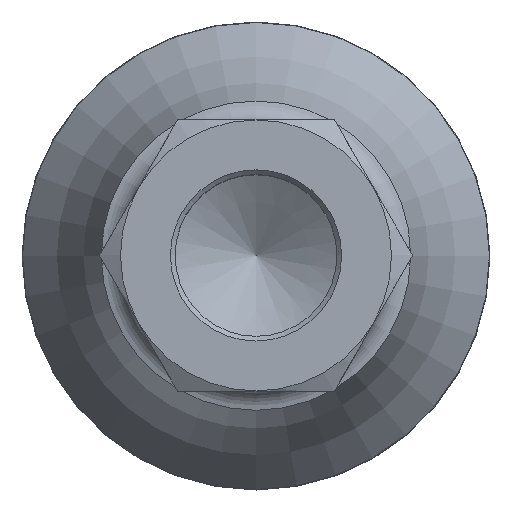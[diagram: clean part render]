
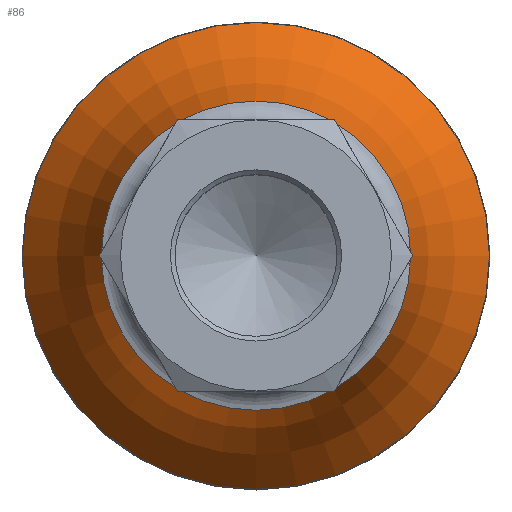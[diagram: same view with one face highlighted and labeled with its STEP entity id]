
A CAD part, top view. The second image highlights one B-rep face of the part: STEP entity #86.
In plain terms, the highlighted toroidal (fillet/blend) face has major radius 50.483 mm and minor radius 35 mm.
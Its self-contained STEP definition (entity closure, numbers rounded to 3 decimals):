
#86 = ADVANCED_FACE( '', ( #131, #132 ), #133, .F. );
#131 = FACE_OUTER_BOUND( '', #193, .T. );
#132 = FACE_OUTER_BOUND( '', #194, .T. );
#133 = TOROIDAL_SURFACE( '', #195, 50.483, 35. );
#193 = EDGE_LOOP( '', ( #277 ) );
#194 = EDGE_LOOP( '', ( #278 ) );
#195 = AXIS2_PLACEMENT_3D( '', #279, #280, #281 );
#277 = ORIENTED_EDGE( '', *, *, #372, .T. );
#278 = ORIENTED_EDGE( '', *, *, #367, .F. );
#279 = CARTESIAN_POINT( '', ( 0., 0., 33.992 ) );
#280 = DIRECTION( '', ( 0., 0., 1. ) );
#281 = DIRECTION( '', ( 1., 0., 0. ) );
#367 = EDGE_CURVE( '', #407, #407, #408, .T. );
#372 = EDGE_CURVE( '', #417, #417, #418, .T. );
#407 = VERTEX_POINT( '', #467 );
#408 = CIRCLE( '', #468, 16.529 );
#417 = VERTEX_POINT( '', #477 );
#418 = CIRCLE( '', #478, 24.946 );
#467 = CARTESIAN_POINT( '', ( 16.529, 0., 25.5 ) );
#468 = AXIS2_PLACEMENT_3D( '', #616, #617, #618 );
#477 = CARTESIAN_POINT( '', ( 24.946, 0., 10.058 ) );
#478 = AXIS2_PLACEMENT_3D( '', #631, #632, #633 );
#616 = CARTESIAN_POINT( '', ( 0., 0., 25.5 ) );
#617 = DIRECTION( '', ( 0., 0., 1. ) );
#618 = DIRECTION( '', ( 1., 0., 0. ) );
#631 = CARTESIAN_POINT( '', ( 0., 0., 10.058 ) );
#632 = DIRECTION( '', ( 0., 0., 1. ) );
#633 = DIRECTION( '', ( 1., 0., 0. ) );
